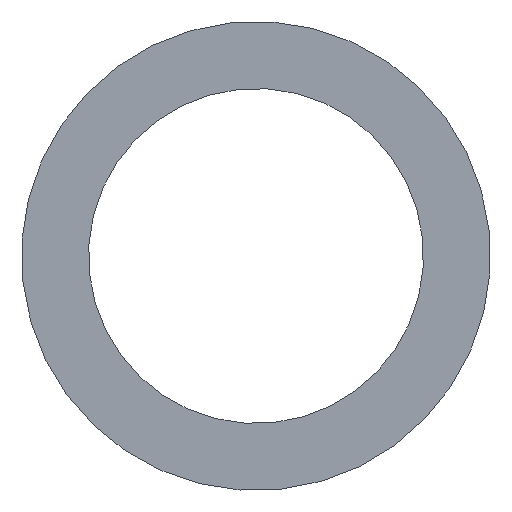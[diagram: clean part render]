
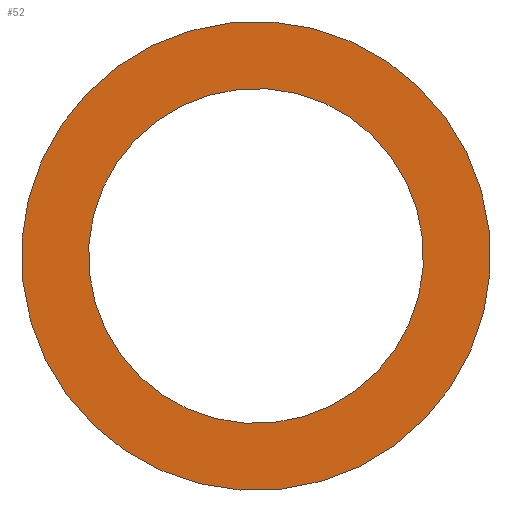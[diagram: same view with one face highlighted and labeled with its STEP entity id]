
A CAD part, left-side view. The second image highlights one B-rep face of the part: STEP entity #52.
In plain terms, the highlighted planar face has unit normal (-1, 0, 0).
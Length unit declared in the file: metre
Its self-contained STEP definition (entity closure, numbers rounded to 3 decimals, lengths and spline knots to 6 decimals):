
#14=ORIENTED_EDGE('',*,*,#22,.F.);
#15=ORIENTED_EDGE('',*,*,#23,.T.);
#22=EDGE_CURVE('',#26,#26,#30,.T.);
#23=EDGE_CURVE('',#27,#27,#31,.T.);
#26=VERTEX_POINT('',#98);
#27=VERTEX_POINT('',#100);
#30=CIRCLE('',#70,0.0042);
#31=CIRCLE('',#71,0.003);
#34=EDGE_LOOP('',(#14));
#35=EDGE_LOOP('',(#15));
#42=FACE_BOUND('',#34,.T.);
#43=FACE_BOUND('',#35,.T.);
#50=PLANE('',#69);
#52=ADVANCED_FACE('',(#42,#43),#50,.F.);
#69=AXIS2_PLACEMENT_3D('',#96,#79,#80);
#70=AXIS2_PLACEMENT_3D('',#97,#81,#82);
#71=AXIS2_PLACEMENT_3D('',#99,#83,#84);
#79=DIRECTION('',(1.,0.,0.));
#80=DIRECTION('',(0.,-0.405,0.914));
#81=DIRECTION('',(1.,0.,0.));
#82=DIRECTION('',(0.,-0.405,0.914));
#83=DIRECTION('',(1.,0.,0.));
#84=DIRECTION('',(0.,-0.405,0.914));
#96=CARTESIAN_POINT('',(-0.1939,0.023583,0.064296));
#97=CARTESIAN_POINT('',(-0.1939,0.038,0.048918));
#98=CARTESIAN_POINT('',(-0.1939,0.036298,0.052758));
#99=CARTESIAN_POINT('',(-0.1939,0.038,0.048918));
#100=CARTESIAN_POINT('',(-0.1939,0.036784,0.051661));
